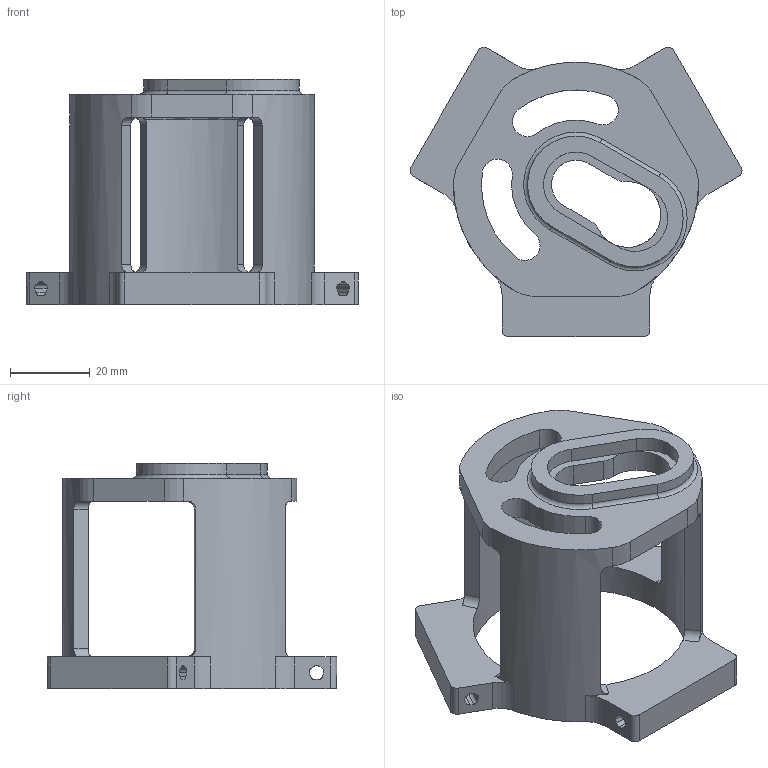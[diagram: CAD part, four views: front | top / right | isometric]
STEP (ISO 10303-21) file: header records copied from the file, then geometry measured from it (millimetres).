
FILE_DESCRIPTION(/* description */ (''),/* implementation_level */ '2;1');
FILE_NAME(/* name */ 'Tricorne.stp',/* time_stamp */ '2014-08-20T09:52:54-04:00',/* author */ ('justin'),/* organization */ (''),/* preprocessor_version */ 'ST-DEVELOPER v15.6',/* originating_system */ 'Autodesk Inventor 2015',/* authorisation */ '');
FILE_SCHEMA (('AUTOMOTIVE_DESIGN { 1 0 10303 214 3 1 1 }'));
Length unit declared in the file: millimetre
Products named in the file (1): Tricorne
Bounding box: 83.19 x 72.48 x 56.48 mm (x, y, z)
Volume: 38077.7 mm3; surface area: 21361.9 mm2
Topology: 1 solids, 1 shells, 120 faces, 360 edges, 238 vertices
Faces by surface type: cylinder 61, plane 48, bspline 6, torus 5
Full cylindrical faces by diameter (mm): 53.387 x1
Entity records: 4391 total; most frequent: CARTESIAN_POINT 1044, ORIENTED_EDGE 716, DIRECTION 684, EDGE_CURVE 358, AXIS2_PLACEMENT_3D 245, VERTEX_POINT 237, LINE 194, VECTOR 194
